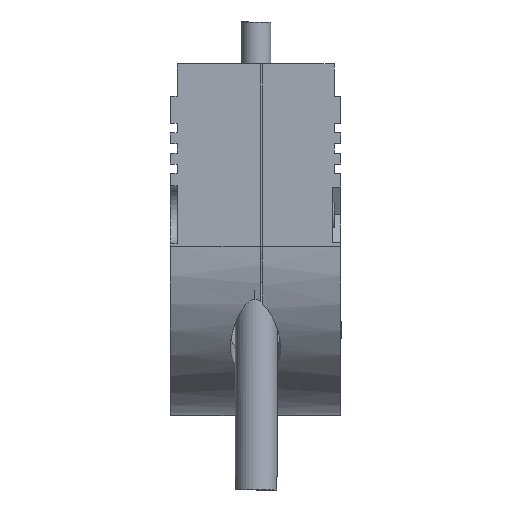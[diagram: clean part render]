
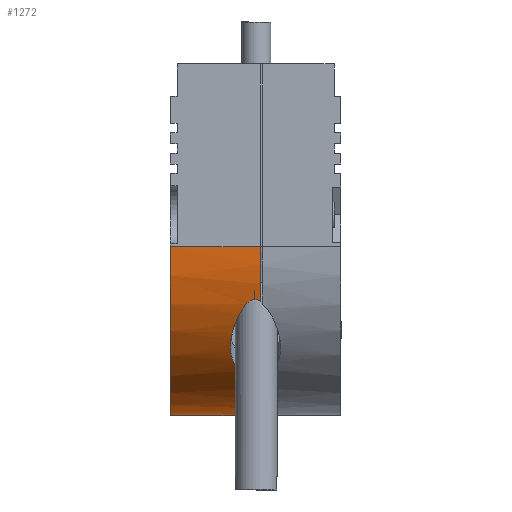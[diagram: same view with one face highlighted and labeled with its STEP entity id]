
A CAD part, left-side view. The second image highlights one B-rep face of the part: STEP entity #1272.
In plain terms, the highlighted cylindrical face has radius 15.875 mm (diameter 31.75 mm), a partial arc.
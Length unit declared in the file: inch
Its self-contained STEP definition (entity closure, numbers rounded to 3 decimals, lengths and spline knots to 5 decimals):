
#565 = EDGE_CURVE ( 'NONE', #939, #1527, #7227, .T. ) ;
#679 = EDGE_CURVE ( 'NONE', #680, #730, #7184, .T. ) ;
#680 = VERTEX_POINT ( 'NONE', #7179 ) ;
#730 = VERTEX_POINT ( 'NONE', #5919 ) ;
#741 = VERTEX_POINT ( 'NONE', #5968 ) ;
#755 = EDGE_CURVE ( 'NONE', #741, #935, #5883, .T. ) ;
#935 = VERTEX_POINT ( 'NONE', #6325 ) ;
#938 = EDGE_CURVE ( 'NONE', #935, #939, #6323, .T. ) ;
#939 = VERTEX_POINT ( 'NONE', #6322 ) ;
#1257 = EDGE_LOOP ( 'NONE', ( #1273, #1274, #1268, #1269, #1270, #1780, #1820, #1833 ) ) ;
#1268 = ORIENTED_EDGE ( 'NONE', *, *, #755, .T. ) ;
#1269 = ORIENTED_EDGE ( 'NONE', *, *, #938, .T. ) ;
#1270 = ORIENTED_EDGE ( 'NONE', *, *, #565, .T. ) ;
#1272 = ADVANCED_FACE ( 'Face4', ( #6909 ), #6908, .T. ) ;
#1273 = ORIENTED_EDGE ( 'NONE', *, *, #679, .T. ) ;
#1274 = ORIENTED_EDGE ( 'NONE', *, *, #1275, .T. ) ;
#1275 = EDGE_CURVE ( 'NONE', #730, #741, #6903, .T. ) ;
#1468 = VERTEX_POINT ( 'NONE', #5785 ) ;
#1471 = EDGE_CURVE ( 'Edge18', #1468, #1472, #5784, .T. ) ;
#1472 = VERTEX_POINT ( 'NONE', #5744 ) ;
#1526 = EDGE_CURVE ( 'NONE', #1472, #1527, #5626, .T. ) ;
#1527 = VERTEX_POINT ( 'NONE', #5622 ) ;
#1780 = ORIENTED_EDGE ( 'NONE', *, *, #1526, .F. ) ;
#1782 = EDGE_CURVE ( 'Edge52', #1468, #680, #5385, .T. ) ;
#1820 = ORIENTED_EDGE ( 'NONE', *, *, #1471, .F. ) ;
#1833 = ORIENTED_EDGE ( 'NONE', *, *, #1782, .T. ) ;
#5381 = DIRECTION ( 'NONE',  ( 0., -1., 0. ) ) ;
#5382 = VECTOR ( 'NONE', #5381, 39.37008 ) ;
#5383 = CARTESIAN_POINT ( 'NONE',  ( 0.625, 0.3325, -1.3 ) ) ;
#5385 = LINE ( 'NONE', #5383, #5382 ) ;
#5622 = CARTESIAN_POINT ( 'NONE',  ( 0., 0., -0.675 ) ) ;
#5623 = DIRECTION ( 'NONE',  ( 0., -1., 0. ) ) ;
#5624 = VECTOR ( 'NONE', #5623, 39.37008 ) ;
#5625 = CARTESIAN_POINT ( 'NONE',  ( 0., 0.3325, -0.675 ) ) ;
#5626 = LINE ( 'NONE', #5625, #5624 ) ;
#5744 = CARTESIAN_POINT ( 'NONE',  ( 0., 0.3325, -0.675 ) ) ;
#5745 = DIRECTION ( 'NONE',  ( 0., 0., 1. ) ) ;
#5746 = DIRECTION ( 'NONE',  ( 0., 1., 0. ) ) ;
#5747 = CARTESIAN_POINT ( 'NONE',  ( 0.625, 0.3325, -0.675 ) ) ;
#5783 = AXIS2_PLACEMENT_3D ( 'NONE', #5747, #5746, #5745 ) ;
#5784 = CIRCLE ( 'NONE', #5783, 0.625 ) ;
#5785 = CARTESIAN_POINT ( 'NONE',  ( 0.625, 0.3325, -1.3 ) ) ;
#5841 = CARTESIAN_POINT ( 'NONE',  ( 0.05543, 0.08164, -0.93243 ) ) ;
#5842 = CARTESIAN_POINT ( 'NONE',  ( 0.06549, 0.09151, -0.95396 ) ) ;
#5843 = CARTESIAN_POINT ( 'NONE',  ( 0.07296, 0.09685, -0.96851 ) ) ;
#5844 = CARTESIAN_POINT ( 'NONE',  ( 0.08919, 0.10515, -0.99719 ) ) ;
#5845 = CARTESIAN_POINT ( 'NONE',  ( 0.09798, 0.10814, -1.0114 ) ) ;
#5846 = CARTESIAN_POINT ( 'NONE',  ( 0.11231, 0.11053, -1.03256 ) ) ;
#5847 = CARTESIAN_POINT ( 'NONE',  ( 0.1173, 0.11097, -1.0396 ) ) ;
#5848 = CARTESIAN_POINT ( 'NONE',  ( 0.12746, 0.11098, -1.05336 ) ) ;
#5849 = CARTESIAN_POINT ( 'NONE',  ( 0.13266, 0.11057, -1.0601 ) ) ;
#5850 = CARTESIAN_POINT ( 'NONE',  ( 0.14859, 0.10782, -1.0799 ) ) ;
#5851 = CARTESIAN_POINT ( 'NONE',  ( 0.15983, 0.10393, -1.09272 ) ) ;
#5852 = CARTESIAN_POINT ( 'NONE',  ( 0.17601, 0.09385, -1.10985 ) ) ;
#5853 = CARTESIAN_POINT ( 'NONE',  ( 0.18137, 0.08972, -1.1153 ) ) ;
#5854 = CARTESIAN_POINT ( 'NONE',  ( 0.19141, 0.07982, -1.12519 ) ) ;
#5874 = CARTESIAN_POINT ( 'NONE',  ( 0.19604, 0.07412, -1.12959 ) ) ;
#5875 = CARTESIAN_POINT ( 'NONE',  ( 0.20419, 0.0608, -1.13714 ) ) ;
#5876 = CARTESIAN_POINT ( 'NONE',  ( 0.20755, 0.05339, -1.14015 ) ) ;
#5877 = CARTESIAN_POINT ( 'NONE',  ( 0.21106, 0.04124, -1.14328 ) ) ;
#5878 = CARTESIAN_POINT ( 'NONE',  ( 0.21195, 0.03711, -1.14406 ) ) ;
#5879 = CARTESIAN_POINT ( 'NONE',  ( 0.21316, 0.02867, -1.14512 ) ) ;
#5880 = CARTESIAN_POINT ( 'NONE',  ( 0.21348, 0.02432, -1.1454 ) ) ;
#5881 = CARTESIAN_POINT ( 'NONE',  ( 0.21348, 0.02, -1.1454 ) ) ;
#5883 = B_SPLINE_CURVE_WITH_KNOTS ( 'NONE', 3,
 ( #5881, #5880, #5879, #5878, #5877, #5876, #5875, #5874, #5854, #5853, #5852, #5851, #5850, #5849, #5848, #5847, #5846, #5845, #5844, #5843, #5842, #5841, #5934, #5933, #5932, #5931, #5930, #5929, #5928, #5927, #5926, #5925 ),
 .UNSPECIFIED., .F., .F.,
 ( 4, 2, 2, 2, 2, 2, 2, 2, 2, 2, 2, 2, 2, 2, 2, 4 ),
 ( 0.00051, 0.00084, 0.00117, 0.00182, 0.00248, 0.00313, 0.00444, 0.00509, 0.00574, 0.00705, 0.00836, 0.00901, 0.00967, 0.01032, 0.01065, 0.01098 ),
 .UNSPECIFIED. ) ;
#5919 = CARTESIAN_POINT ( 'NONE',  ( 0.21125, 0., -1.14344 ) ) ;
#5925 = CARTESIAN_POINT ( 'NONE',  ( 0.03152, 0.02, -0.87099 ) ) ;
#5926 = CARTESIAN_POINT ( 'NONE',  ( 0.03152, 0.02435, -0.87099 ) ) ;
#5927 = CARTESIAN_POINT ( 'NONE',  ( 0.03185, 0.02861, -0.87197 ) ) ;
#5928 = CARTESIAN_POINT ( 'NONE',  ( 0.03294, 0.03649, -0.87524 ) ) ;
#5929 = CARTESIAN_POINT ( 'NONE',  ( 0.0337, 0.04007, -0.87747 ) ) ;
#5930 = CARTESIAN_POINT ( 'NONE',  ( 0.03638, 0.05013, -0.88519 ) ) ;
#5931 = CARTESIAN_POINT ( 'NONE',  ( 0.03864, 0.05571, -0.89147 ) ) ;
#5932 = CARTESIAN_POINT ( 'NONE',  ( 0.04361, 0.06565, -0.90449 ) ) ;
#5933 = CARTESIAN_POINT ( 'NONE',  ( 0.04635, 0.07002, -0.91131 ) ) ;
#5934 = CARTESIAN_POINT ( 'NONE',  ( 0.05226, 0.07803, -0.9253 ) ) ;
#5968 = CARTESIAN_POINT ( 'NONE',  ( 0.21348, 0.02, -1.1454 ) ) ;
#6317 = CARTESIAN_POINT ( 'NONE',  ( 0.03375, 0., -0.87761 ) ) ;
#6318 = CARTESIAN_POINT ( 'NONE',  ( 0.03242, 0.00592, -0.87371 ) ) ;
#6319 = CARTESIAN_POINT ( 'NONE',  ( 0.03152, 0.01276, -0.87099 ) ) ;
#6320 = CARTESIAN_POINT ( 'NONE',  ( 0.03152, 0.02, -0.87099 ) ) ;
#6322 = CARTESIAN_POINT ( 'NONE',  ( 0.03375, 0., -0.87761 ) ) ;
#6323 = B_SPLINE_CURVE_WITH_KNOTS ( 'NONE', 3,
 ( #6320, #6319, #6318, #6317 ),
 .UNSPECIFIED., .F., .F.,
 ( 4, 4 ),
 ( 0.01098, 0.01152 ),
 .UNSPECIFIED. ) ;
#6325 = CARTESIAN_POINT ( 'NONE',  ( 0.03152, 0.02, -0.87099 ) ) ;
#6898 = CARTESIAN_POINT ( 'NONE',  ( 0.21348, 0.02, -1.1454 ) ) ;
#6899 = CARTESIAN_POINT ( 'NONE',  ( 0.21348, 0.01321, -1.1454 ) ) ;
#6900 = CARTESIAN_POINT ( 'NONE',  ( 0.21272, 0.00655, -1.14474 ) ) ;
#6901 = CARTESIAN_POINT ( 'NONE',  ( 0.21125, 0., -1.14344 ) ) ;
#6903 = B_SPLINE_CURVE_WITH_KNOTS ( 'NONE', 3,
 ( #6901, #6900, #6899, #6898 ),
 .UNSPECIFIED., .F., .F.,
 ( 4, 4 ),
 ( 0., 0.00051 ),
 .UNSPECIFIED. ) ;
#6904 = DIRECTION ( 'NONE',  ( 0., 0., -1. ) ) ;
#6905 = DIRECTION ( 'NONE',  ( 0., -1., 0. ) ) ;
#6906 = CARTESIAN_POINT ( 'NONE',  ( 0.625, 0.3325, -0.675 ) ) ;
#6907 = AXIS2_PLACEMENT_3D ( 'NONE', #6906, #6905, #6904 ) ;
#6908 = CYLINDRICAL_SURFACE ( 'NONE', #6907, 0.625 ) ;
#6909 = FACE_OUTER_BOUND ( 'NONE', #1257, .T. ) ;
#7179 = CARTESIAN_POINT ( 'NONE',  ( 0.625, 0., -1.3 ) ) ;
#7180 = DIRECTION ( 'NONE',  ( 0., 0., 1. ) ) ;
#7181 = DIRECTION ( 'NONE',  ( 0., 1., 0. ) ) ;
#7182 = CARTESIAN_POINT ( 'NONE',  ( 0.625, 0., -0.675 ) ) ;
#7183 = AXIS2_PLACEMENT_3D ( 'NONE', #7182, #7181, #7180 ) ;
#7184 = CIRCLE ( 'NONE', #7183, 0.625 ) ;
#7216 = CARTESIAN_POINT ( 'NONE',  ( 0.625, 0., -0.675 ) ) ;
#7225 = DIRECTION ( 'NONE',  ( 0., 1., 0. ) ) ;
#7226 = AXIS2_PLACEMENT_3D ( 'NONE', #7216, #7225, #7325 ) ;
#7227 = CIRCLE ( 'NONE', #7226, 0.625 ) ;
#7325 = DIRECTION ( 'NONE',  ( 0., 0., 1. ) ) ;
